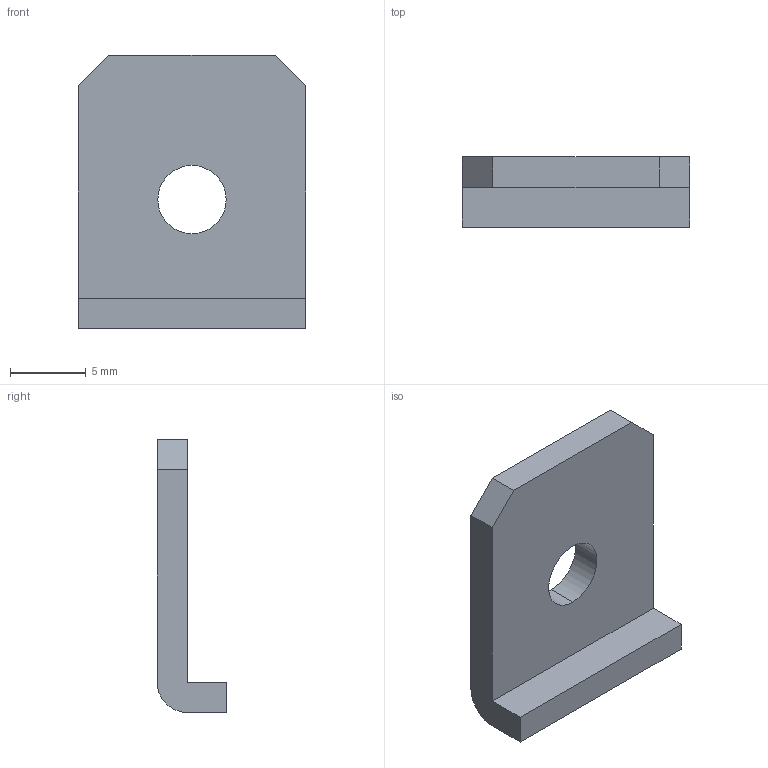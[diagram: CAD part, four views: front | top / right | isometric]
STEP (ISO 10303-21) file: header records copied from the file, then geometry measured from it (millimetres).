
FILE_DESCRIPTION((''),'2;1');
FILE_NAME('NM-9','2014-05-29T',('md30'),('Koyo Electronics Industries Co., LTD'),'PRO/ENGINEER BY PARAMETRIC TECHNOLOGY CORPORATION, 2010020','PRO/ENGINEER BY PARAMETRIC TECHNOLOGY CORPORATION, 2010020','');
FILE_SCHEMA(('AUTOMOTIVE_DESIGN_CC2 { 1 2 10303 214 -1 1 5 2 }'));
Length unit declared in the file: millimetre
Products named in the file (1): NM-9
Bounding box: 15 x 4.6 x 18 mm (x, y, z)
Volume: 565.3 mm3; surface area: 729.6 mm2
Topology: 1 solids, 1 shells, 13 faces, 33 edges, 22 vertices
Faces by surface type: plane 10, cylinder 3
Entity records: 406 total; most frequent: CARTESIAN_POINT 68, ORIENTED_EDGE 66, DIRECTION 65, EDGE_CURVE 33, VECTOR 27, LINE 27, VERTEX_POINT 22, AXIS2_PLACEMENT_3D 19
